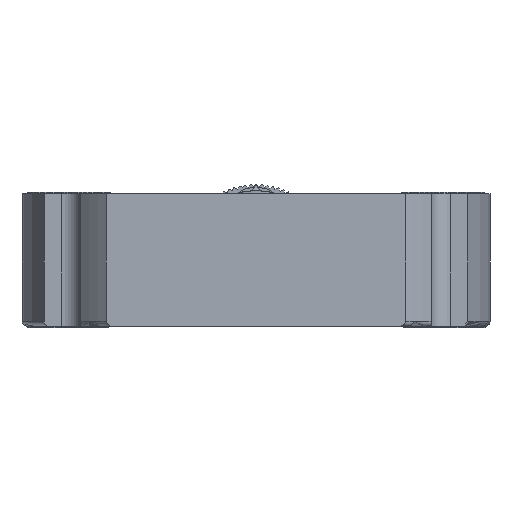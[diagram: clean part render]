
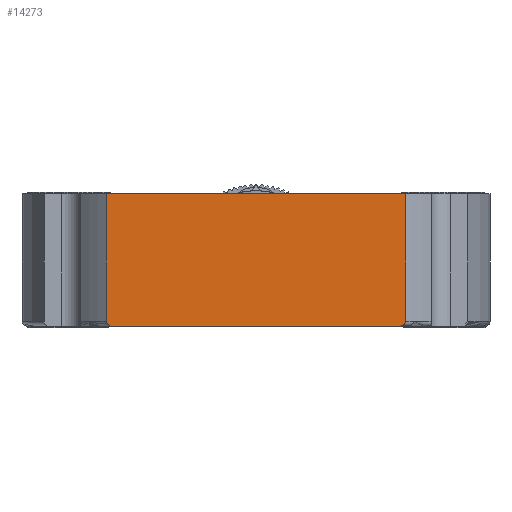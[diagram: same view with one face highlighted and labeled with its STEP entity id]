
A CAD part, front view. The second image highlights one B-rep face of the part: STEP entity #14273.
In plain terms, the highlighted planar face has unit normal (0, -1, 0).
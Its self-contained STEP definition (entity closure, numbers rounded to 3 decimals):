
#66 = VERTEX_POINT ( 'NONE', #328 ) ;
#322 = VECTOR ( 'NONE', #7454, 1000. ) ;
#328 = CARTESIAN_POINT ( 'NONE',  ( 15.217, -18.3, 5.1 ) ) ;
#447 = ORIENTED_EDGE ( 'NONE', *, *, #6392, .T. ) ;
#708 = LINE ( 'NONE', #13495, #322 ) ;
#827 = CARTESIAN_POINT ( 'NONE',  ( 14.843, -18.3, -8.33 ) ) ;
#987 = VECTOR ( 'NONE', #2236, 1000. ) ;
#1439 = LINE ( 'NONE', #3356, #13425 ) ;
#1480 = CARTESIAN_POINT ( 'NONE',  ( -15.217, -18.3, -7.9 ) ) ;
#1900 = B_SPLINE_CURVE_WITH_KNOTS ( 'NONE', 3,
 ( #12790, #13974, #15168, #8044, #827, #9236, #2069, #10444, #3277, #11668 ),
 .UNSPECIFIED., .F., .F.,
 ( 4, 2, 2, 2, 4 ),
 ( 0., 0., 0.001, 0.001, 0.001 ),
 .UNSPECIFIED. ) ;
#2069 = CARTESIAN_POINT ( 'NONE',  ( 15.068, -18.3, -8.202 ) ) ;
#2201 = VERTEX_POINT ( 'NONE', #8124 ) ;
#2236 = DIRECTION ( 'NONE',  ( 1., 0., 0. ) ) ;
#2628 = CARTESIAN_POINT ( 'NONE',  ( -15.217, -18.3, -7.9 ) ) ;
#2679 = CARTESIAN_POINT ( 'NONE',  ( -15.18, -18.3, -8.069 ) ) ;
#2811 = CARTESIAN_POINT ( 'NONE',  ( 14.422, -18.3, -8.4 ) ) ;
#2957 = EDGE_CURVE ( 'NONE', #5292, #15380, #708, .T. ) ;
#3277 = CARTESIAN_POINT ( 'NONE',  ( 15.217, -18.3, -7.987 ) ) ;
#3327 = AXIS2_PLACEMENT_3D ( 'NONE', #5145, #13472, #6316 ) ;
#3342 = EDGE_LOOP ( 'NONE', ( #15455, #447, #13341, #9104, #12073, #11148 ) ) ;
#3356 = CARTESIAN_POINT ( 'NONE',  ( 15.217, -18.3, 5.1 ) ) ;
#3831 = CARTESIAN_POINT ( 'NONE',  ( -15.217, -18.3, -7.987 ) ) ;
#3873 = VERTEX_POINT ( 'NONE', #8476 ) ;
#3884 = CARTESIAN_POINT ( 'NONE',  ( -14.997, -18.3, -8.253 ) ) ;
#3930 = EDGE_CURVE ( 'NONE', #66, #3873, #1439, .T. ) ;
#4357 = CARTESIAN_POINT ( 'NONE',  ( -15.217, -18.3, 5.1 ) ) ;
#4791 = DIRECTION ( 'NONE',  ( 1., 0., 0. ) ) ;
#5085 = EDGE_CURVE ( 'NONE', #15380, #2201, #15112, .T. ) ;
#5102 = CARTESIAN_POINT ( 'NONE',  ( -14.595, -18.3, -8.4 ) ) ;
#5145 = CARTESIAN_POINT ( 'NONE',  ( -15.217, -18.3, 5.1 ) ) ;
#5292 = VERTEX_POINT ( 'NONE', #4357 ) ;
#6316 = DIRECTION ( 'NONE',  ( -1., 0., 0. ) ) ;
#6392 = EDGE_CURVE ( 'NONE', #9451, #3873, #1900, .T. ) ;
#7021 = EDGE_CURVE ( 'NONE', #2201, #9451, #7354, .T. ) ;
#7354 = LINE ( 'NONE', #9391, #987 ) ;
#7454 = DIRECTION ( 'NONE',  ( 0., 0., -1. ) ) ;
#8044 = CARTESIAN_POINT ( 'NONE',  ( 14.76, -18.3, -8.357 ) ) ;
#8118 = DIRECTION ( 'NONE',  ( 0., 0., -1. ) ) ;
#8124 = CARTESIAN_POINT ( 'NONE',  ( -14.422, -18.3, -8.4 ) ) ;
#8476 = CARTESIAN_POINT ( 'NONE',  ( 15.217, -18.3, -7.9 ) ) ;
#8584 = EDGE_CURVE ( 'NONE', #5292, #66, #9144, .T. ) ;
#8637 = PLANE ( 'NONE',  #3327 ) ;
#9104 = ORIENTED_EDGE ( 'NONE', *, *, #8584, .F. ) ;
#9144 = LINE ( 'NONE', #13129, #11968 ) ;
#9236 = CARTESIAN_POINT ( 'NONE',  ( 14.996, -18.3, -8.253 ) ) ;
#9391 = CARTESIAN_POINT ( 'NONE',  ( -15.217, -18.3, -8.4 ) ) ;
#9451 = VERTEX_POINT ( 'NONE', #2811 ) ;
#10444 = CARTESIAN_POINT ( 'NONE',  ( 15.179, -18.3, -8.071 ) ) ;
#11058 = CARTESIAN_POINT ( 'NONE',  ( -15.068, -18.3, -8.202 ) ) ;
#11148 = ORIENTED_EDGE ( 'NONE', *, *, #5085, .T. ) ;
#11668 = CARTESIAN_POINT ( 'NONE',  ( 15.217, -18.3, -7.9 ) ) ;
#11829 = FACE_OUTER_BOUND ( 'NONE', #3342, .T. ) ;
#11968 = VECTOR ( 'NONE', #4791, 1000. ) ;
#12073 = ORIENTED_EDGE ( 'NONE', *, *, #2957, .T. ) ;
#12255 = CARTESIAN_POINT ( 'NONE',  ( -14.767, -18.3, -8.368 ) ) ;
#12790 = CARTESIAN_POINT ( 'NONE',  ( 14.422, -18.3, -8.4 ) ) ;
#13129 = CARTESIAN_POINT ( 'NONE',  ( -15.217, -18.3, 5.1 ) ) ;
#13341 = ORIENTED_EDGE ( 'NONE', *, *, #3930, .F. ) ;
#13425 = VECTOR ( 'NONE', #8118, 1000. ) ;
#13436 = CARTESIAN_POINT ( 'NONE',  ( -14.422, -18.3, -8.4 ) ) ;
#13472 = DIRECTION ( 'NONE',  ( 0., 1., 0. ) ) ;
#13495 = CARTESIAN_POINT ( 'NONE',  ( -15.217, -18.3, 5.1 ) ) ;
#13974 = CARTESIAN_POINT ( 'NONE',  ( 14.508, -18.3, -8.4 ) ) ;
#14273 = ADVANCED_FACE ( 'NONE', ( #11829 ), #8637, .F. ) ;
#15112 = B_SPLINE_CURVE_WITH_KNOTS ( 'NONE', 3,
 ( #2628, #3831, #2679, #11058, #3884, #12255, #5102, #13436 ),
 .UNSPECIFIED., .F., .F.,
 ( 4, 2, 2, 4 ),
 ( 0., 0., 0.001, 0.001 ),
 .UNSPECIFIED. ) ;
#15168 = CARTESIAN_POINT ( 'NONE',  ( 14.593, -18.3, -8.392 ) ) ;
#15380 = VERTEX_POINT ( 'NONE', #1480 ) ;
#15455 = ORIENTED_EDGE ( 'NONE', *, *, #7021, .T. ) ;
